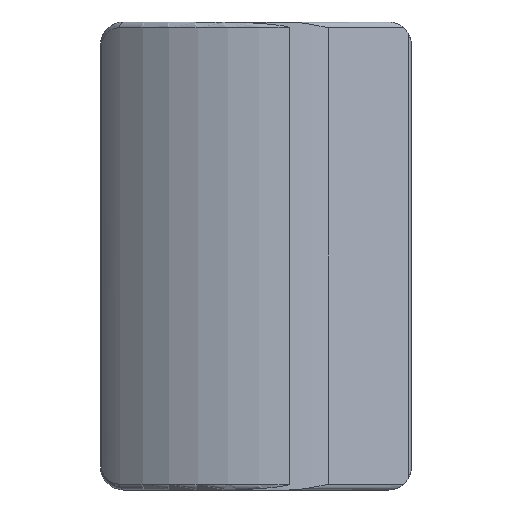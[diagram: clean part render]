
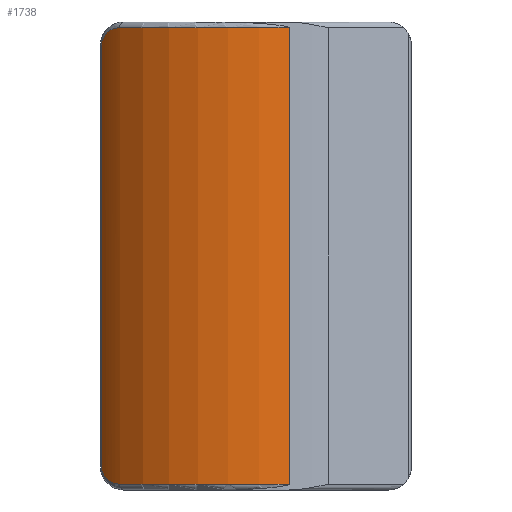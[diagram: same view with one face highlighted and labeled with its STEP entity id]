
A CAD part, left-side view. The second image highlights one B-rep face of the part: STEP entity #1738.
In plain terms, the highlighted cylindrical face has radius 15.729 mm (diameter 31.459 mm), a partial arc.
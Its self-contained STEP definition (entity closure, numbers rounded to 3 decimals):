
#59=LINE('',#2643,#193);
#114=LINE('',#3173,#248);
#193=VECTOR('',#2041,10.);
#248=VECTOR('',#2244,10.);
#340=CYLINDRICAL_SURFACE('',#1901,15.73);
#416=FACE_OUTER_BOUND('',#521,.T.);
#521=EDGE_LOOP('',(#1346,#1347,#1348,#1349,#1350,#1351));
#593=CIRCLE('',#1824,15.73);
#597=CIRCLE('',#1830,15.73);
#695=B_SPLINE_CURVE_WITH_KNOTS('',3,(#2633,#2634,#2635,#2636,#2637,#2638),
 .UNSPECIFIED.,.F.,.F.,(4,1,1,4),(0.,0.043,0.129,
0.301),.UNSPECIFIED.);
#697=B_SPLINE_CURVE_WITH_KNOTS('',3,(#2684,#2685,#2686,#2687,#2688,#2689),
 .UNSPECIFIED.,.F.,.F.,(4,1,1,4),(0.,0.129,0.215,
0.301),.UNSPECIFIED.);
#720=VERTEX_POINT('',#2572);
#722=VERTEX_POINT('',#2591);
#724=VERTEX_POINT('',#2631);
#726=VERTEX_POINT('',#2641);
#728=VERTEX_POINT('',#2682);
#730=VERTEX_POINT('',#2692);
#888=EDGE_CURVE('',#722,#720,#593,.T.);
#891=EDGE_CURVE('',#724,#722,#695,.T.);
#893=EDGE_CURVE('',#726,#724,#59,.T.);
#897=EDGE_CURVE('',#728,#726,#697,.T.);
#899=EDGE_CURVE('',#730,#728,#597,.T.);
#1013=EDGE_CURVE('',#730,#720,#114,.T.);
#1346=ORIENTED_EDGE('',*,*,#899,.F.);
#1347=ORIENTED_EDGE('',*,*,#1013,.T.);
#1348=ORIENTED_EDGE('',*,*,#888,.F.);
#1349=ORIENTED_EDGE('',*,*,#891,.F.);
#1350=ORIENTED_EDGE('',*,*,#893,.F.);
#1351=ORIENTED_EDGE('',*,*,#897,.F.);
#1738=ADVANCED_FACE('',(#416),#340,.T.);
#1824=AXIS2_PLACEMENT_3D('',#2593,#2033,#2034);
#1830=AXIS2_PLACEMENT_3D('',#2709,#2047,#2048);
#1901=AXIS2_PLACEMENT_3D('',#3172,#2242,#2243);
#2033=DIRECTION('center_axis',(0.,0.,
1.));
#2034=DIRECTION('ref_axis',(-0.971,0.241,0.));
#2041=DIRECTION('',(0.,0.,1.));
#2047=DIRECTION('center_axis',(0.,0.,-1.));
#2048=DIRECTION('ref_axis',(-0.971,0.241,0.));
#2242=DIRECTION('center_axis',(0.,0.,-1.));
#2243=DIRECTION('ref_axis',(-0.789,0.614,0.));
#2244=DIRECTION('',(0.,0.,1.));
#2572=CARTESIAN_POINT('',(14.017,-1.956,43.732));
#2591=CARTESIAN_POINT('',(18.249,12.651,43.732));
#2593=CARTESIAN_POINT('Origin',(29.358,1.516,43.732));
#2631=CARTESIAN_POINT('',(20.056,14.2,42.232));
#2633=CARTESIAN_POINT('Ctrl Pts',(20.056,14.2,42.232));
#2634=CARTESIAN_POINT('Ctrl Pts',(20.056,14.2,42.375));
#2635=CARTESIAN_POINT('Ctrl Pts',(19.96,14.13,42.805));
#2636=CARTESIAN_POINT('Ctrl Pts',(19.337,13.659,43.509));
#2637=CARTESIAN_POINT('Ctrl Pts',(18.667,13.069,43.732));
#2638=CARTESIAN_POINT('Ctrl Pts',(18.249,12.651,43.732));
#2641=CARTESIAN_POINT('',(20.056,14.2,5.9));
#2643=CARTESIAN_POINT('',(20.056,14.2,44.232));
#2682=CARTESIAN_POINT('',(18.249,12.651,4.4));
#2684=CARTESIAN_POINT('Ctrl Pts',(18.249,12.651,4.4));
#2685=CARTESIAN_POINT('Ctrl Pts',(18.563,12.964,4.4));
#2686=CARTESIAN_POINT('Ctrl Pts',(19.107,13.461,4.552));
#2687=CARTESIAN_POINT('Ctrl Pts',(19.806,14.019,5.085));
#2688=CARTESIAN_POINT('Ctrl Pts',(20.056,14.2,5.614));
#2689=CARTESIAN_POINT('Ctrl Pts',(20.056,14.2,5.9));
#2692=CARTESIAN_POINT('',(14.017,-1.956,4.4));
#2709=CARTESIAN_POINT('Origin',(29.358,1.516,4.4));
#3172=CARTESIAN_POINT('Origin',(29.358,1.516,44.232));
#3173=CARTESIAN_POINT('',(14.017,-1.956,3.9));
